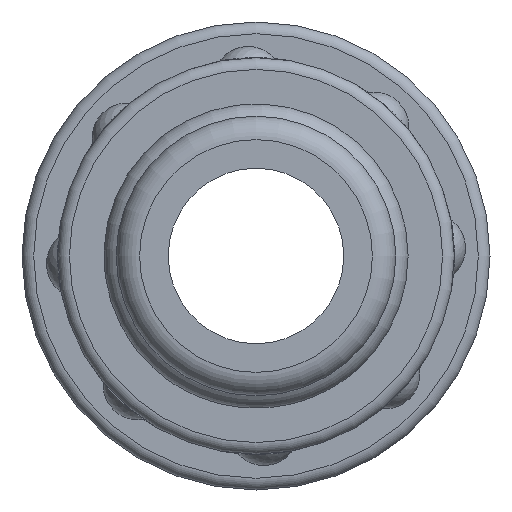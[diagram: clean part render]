
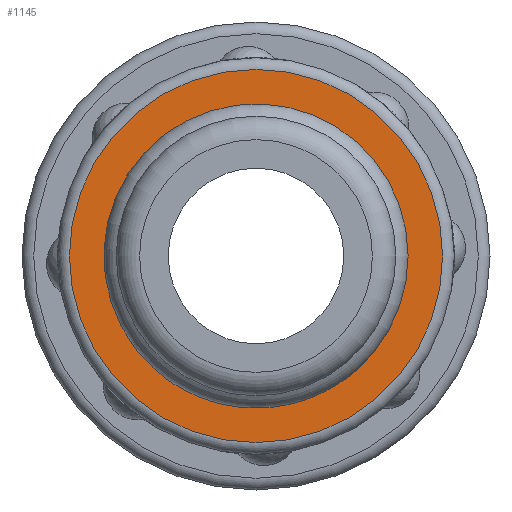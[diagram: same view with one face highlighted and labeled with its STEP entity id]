
A CAD part, left-side view. The second image highlights one B-rep face of the part: STEP entity #1145.
In plain terms, the highlighted planar face has unit normal (-1, 0, 0).
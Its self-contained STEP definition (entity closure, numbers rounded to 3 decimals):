
#67=FACE_BOUND('',#223,.T.);
#84=PLANE('',#1286);
#132=FACE_OUTER_BOUND('',#222,.T.);
#222=EDGE_LOOP('',(#845));
#223=EDGE_LOOP('',(#846));
#388=CIRCLE('',#1224,5.975);
#420=CIRCLE('',#1272,7.975);
#480=VERTEX_POINT('',#1790);
#506=VERTEX_POINT('',#1870);
#583=EDGE_CURVE('',#480,#480,#388,.T.);
#621=EDGE_CURVE('',#506,#506,#420,.T.);
#845=ORIENTED_EDGE('',*,*,#621,.F.);
#846=ORIENTED_EDGE('',*,*,#583,.F.);
#1145=ADVANCED_FACE('',(#132,#67),#84,.T.);
#1224=AXIS2_PLACEMENT_3D('',#1791,#1408,#1409);
#1272=AXIS2_PLACEMENT_3D('',#1871,#1510,#1511);
#1286=AXIS2_PLACEMENT_3D('',#2184,#1541,#1542);
#1408=DIRECTION('center_axis',(-1.,0.,0.));
#1409=DIRECTION('ref_axis',(0.,1.,0.));
#1510=DIRECTION('center_axis',(1.,0.,0.));
#1511=DIRECTION('ref_axis',(0.,0.,
-1.));
#1541=DIRECTION('center_axis',(-1.,0.,0.));
#1542=DIRECTION('ref_axis',(0.,-1.,0.));
#1790=CARTESIAN_POINT('',(8.575,-5.975,0.));
#1791=CARTESIAN_POINT('Origin',(8.575,0.,0.));
#1870=CARTESIAN_POINT('',(8.575,7.975,0.));
#1871=CARTESIAN_POINT('Origin',(8.575,0.,0.));
#2184=CARTESIAN_POINT('Origin',(8.575,0.,
6.75));
